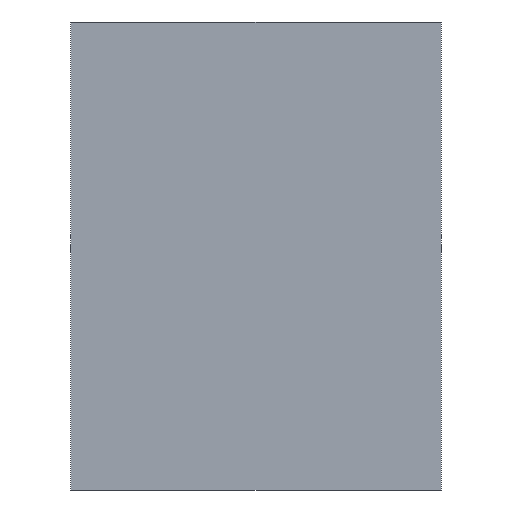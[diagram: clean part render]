
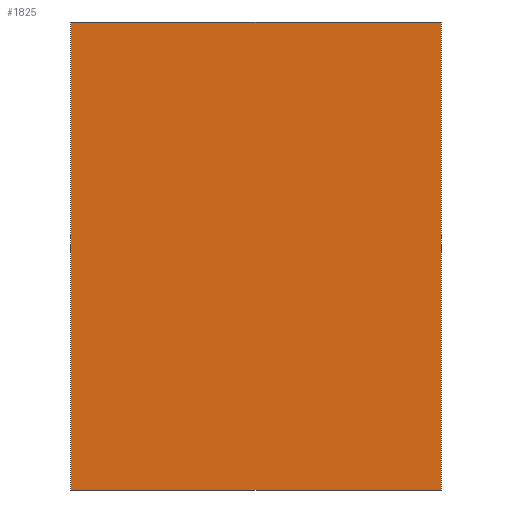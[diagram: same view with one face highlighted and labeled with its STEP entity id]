
A CAD part, front view. The second image highlights one B-rep face of the part: STEP entity #1825.
In plain terms, the highlighted planar face has unit normal (0, -1, 0).
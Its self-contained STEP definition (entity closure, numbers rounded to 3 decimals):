
#52 = EDGE_CURVE ( 'NONE', #64, #904, #112, .T. ) ;
#64 = VERTEX_POINT ( 'NONE', #1058 ) ;
#66 = DIRECTION ( 'NONE',  ( 0., 0., -1. ) ) ;
#112 = LINE ( 'NONE', #436, #988 ) ;
#126 = EDGE_CURVE ( 'NONE', #904, #1535, #929, .T. ) ;
#218 = VERTEX_POINT ( 'NONE', #782 ) ;
#330 = FACE_OUTER_BOUND ( 'NONE', #484, .T. ) ;
#436 = CARTESIAN_POINT ( 'NONE',  ( 210., 0., 0. ) ) ;
#484 = EDGE_LOOP ( 'NONE', ( #1923, #549, #1709, #1793 ) ) ;
#549 = ORIENTED_EDGE ( 'NONE', *, *, #1760, .F. ) ;
#594 = VECTOR ( 'NONE', #1327, 1000. ) ;
#657 = CARTESIAN_POINT ( 'NONE',  ( 210., 0., 0. ) ) ;
#782 = CARTESIAN_POINT ( 'NONE',  ( 210., 0., -265. ) ) ;
#904 = VERTEX_POINT ( 'NONE', #1079 ) ;
#929 = LINE ( 'NONE', #2046, #1220 ) ;
#965 = DIRECTION ( 'NONE',  ( 0., 0., -1. ) ) ;
#988 = VECTOR ( 'NONE', #2015, 1000. ) ;
#1058 = CARTESIAN_POINT ( 'NONE',  ( 210., 0., 0. ) ) ;
#1079 = CARTESIAN_POINT ( 'NONE',  ( 0., 0., 0. ) ) ;
#1120 = DIRECTION ( 'NONE',  ( 0., 1., 0. ) ) ;
#1220 = VECTOR ( 'NONE', #66, 1000. ) ;
#1238 = VECTOR ( 'NONE', #965, 1000. ) ;
#1258 = CARTESIAN_POINT ( 'NONE',  ( 0., 0., -265. ) ) ;
#1284 = CARTESIAN_POINT ( 'NONE',  ( 210., 0., 0. ) ) ;
#1327 = DIRECTION ( 'NONE',  ( -1., 0., 0. ) ) ;
#1343 = LINE ( 'NONE', #657, #1238 ) ;
#1430 = EDGE_CURVE ( 'NONE', #64, #218, #1343, .T. ) ;
#1520 = LINE ( 'NONE', #1988, #594 ) ;
#1535 = VERTEX_POINT ( 'NONE', #1258 ) ;
#1551 = AXIS2_PLACEMENT_3D ( 'NONE', #1284, #1120, #2120 ) ;
#1709 = ORIENTED_EDGE ( 'NONE', *, *, #1430, .F. ) ;
#1760 = EDGE_CURVE ( 'NONE', #218, #1535, #1520, .T. ) ;
#1793 = ORIENTED_EDGE ( 'NONE', *, *, #52, .T. ) ;
#1825 = ADVANCED_FACE ( 'NONE', ( #330 ), #2140, .F. ) ;
#1923 = ORIENTED_EDGE ( 'NONE', *, *, #126, .T. ) ;
#1988 = CARTESIAN_POINT ( 'NONE',  ( 210., 0., -265. ) ) ;
#2015 = DIRECTION ( 'NONE',  ( -1., 0., 0. ) ) ;
#2046 = CARTESIAN_POINT ( 'NONE',  ( 0., 0., 0. ) ) ;
#2120 = DIRECTION ( 'NONE',  ( 0., 0., 1. ) ) ;
#2140 = PLANE ( 'NONE',  #1551 ) ;
